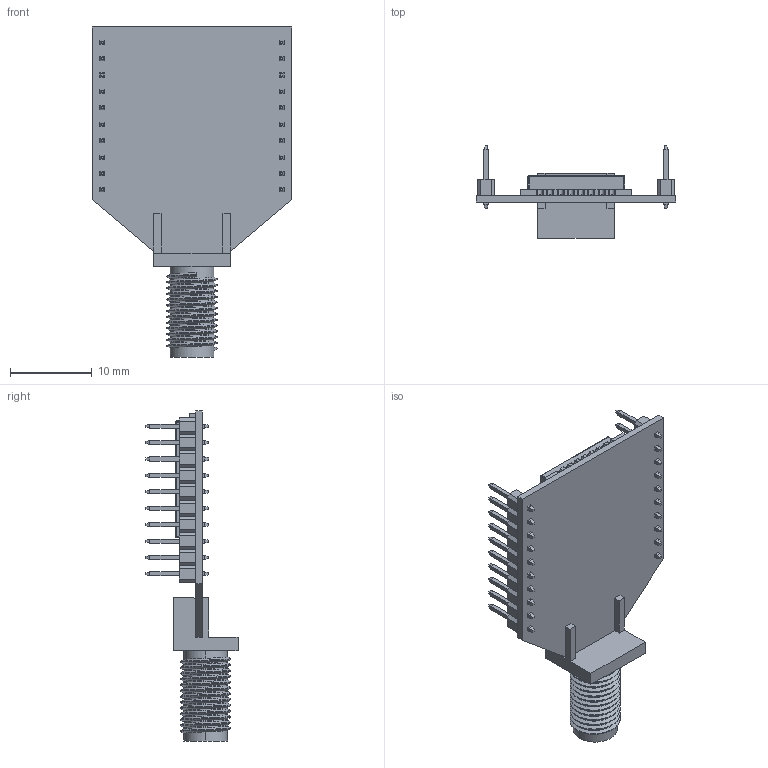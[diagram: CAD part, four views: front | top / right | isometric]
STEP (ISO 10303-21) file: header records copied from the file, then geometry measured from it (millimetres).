
FILE_DESCRIPTION (( 'STEP AP214' ), '1' );
FILE_NAME ('XB3-24Z8ST-J.STEP', '2019-06-17T14:28:46', ( '' ), ( '' ), 'SwSTEP 2.0', 'SolidWorks 2017', '' );
FILE_SCHEMA (( 'AUTOMOTIVE_DESIGN' ));
Length unit declared in the file: inch
Products named in the file (1): XB3-24Z8ST-J
Bounding box: 24.38 x 11.25 x 40.34 mm (x, y, z)
Volume: 1320.2 mm3; surface area: 3958.1 mm2
Topology: 81 solids, 81 shells, 1332 faces, 3304 edges, 2138 vertices
Faces by surface type: plane 1176, cylinder 145, bspline 11
Entity records: 41454 total; most frequent: CARTESIAN_POINT 8772, ORIENTED_EDGE 6608, DIRECTION 6095, EDGE_CURVE 3304, VECTOR 3003, LINE 3003, VERTEX_POINT 2138, AXIS2_PLACEMENT_3D 1546
